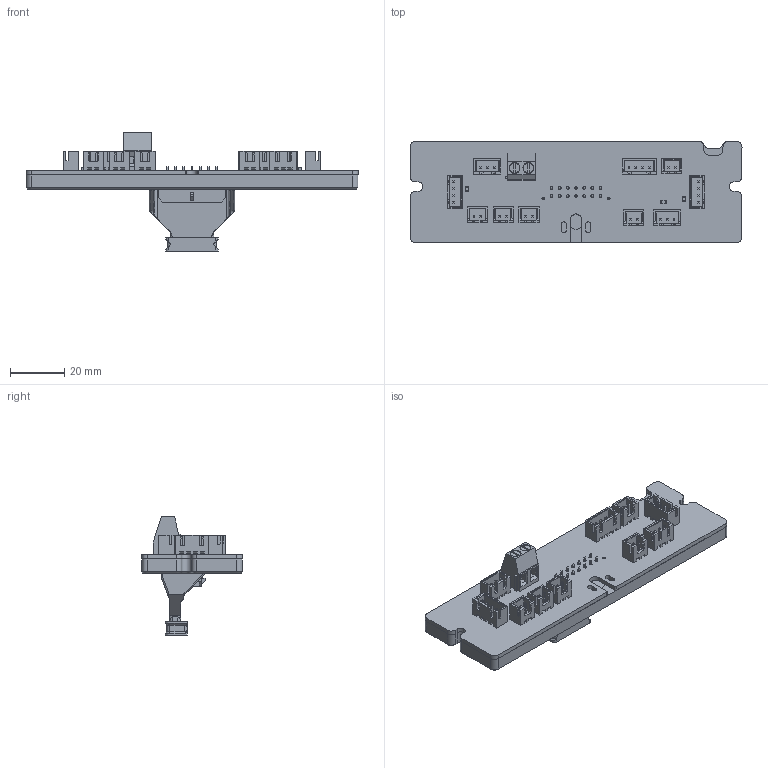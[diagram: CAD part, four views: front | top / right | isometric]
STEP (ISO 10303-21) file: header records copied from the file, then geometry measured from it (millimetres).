
FILE_DESCRIPTION(/* description */ (''),/* implementation_level */ '2;1');
FILE_NAME(/* name */ 'Umbilical Frame Strain Relief v2.step',/* time_stamp */ '2024-01-15T02:06:25Z',/* author */ (''),/* organization */ (''),/* preprocessor_version */ 'ST-DEVELOPER v20',/* originating_system */ 'Autodesk Translation Framework v12.14.0.127',/* authorisation */ '');
FILE_SCHEMA (('AUTOMOTIVE_DESIGN { 1 0 10303 214 3 1 1 }'));
Length unit declared in the file: millimetre
Products named in the file (30): Umbilical Frame Strain Relief; V0-UmbilicalBoardRevA; JST_XH_B3B-XH-A_1x03_P2.50mm_Vertical; C_0805_2012Metric; C_0805_2012Metric_1; C_0805_2012Metric_2; SOLID (1); JST_XH_B4B-XH-A_1x04_P2.50mm_Vertical; JST_XH_B4B-XH-A_1x04_P2.50mm_Vertical_1; JST_XH_B3B-XH-A_1x03_P2.50mm_Vertical_1; SOLID (3); TerminalBlock_Phoenix_MKDS-1,5-2-5.08_1x02_P5.08mm_Horizontal; SOLID (5); JST_XH_B4B-XH-A_1x04_P2.50mm_Vertical_2; SOLID (4); Molex_Micro-Fit_3.0_43045-1412_2x07_P3.00mm_Vertical; SOLID (6); JST_XH_B2B-XH-A_1x02_P2.50mm_Vertical; JST_XH_B2B-XH-A_1x02_P2.50mm_Vertical_1; JST_XH_B2B-XH-A_1x02_P2.50mm_Vertical_2; JST_XH_B2B-XH-A_1x02_P2.50mm_Vertical_3; JST_XH_B2B-XH-A_1x02_P2.50mm_Vertical_4; SOLID (2); R_0805_2012Metric; SOLID; COMPOUND; strain relief; with hole; without hole; cable tie point
Assembly tree (38 placements, depth 4):
  Umbilical Frame Strain Relief
    V0-UmbilicalBoardRevA
      JST_XH_B3B-XH-A_1x03_P2.50mm_Vertical
        SOLID (3)
      C_0805_2012Metric
        SOLID (1)
      C_0805_2012Metric_1
        SOLID (1)
      C_0805_2012Metric_2
        SOLID (1)
      JST_XH_B4B-XH-A_1x04_P2.50mm_Vertical
        SOLID (4)
      JST_XH_B4B-XH-A_1x04_P2.50mm_Vertical_1
        SOLID (4)
      JST_XH_B3B-XH-A_1x03_P2.50mm_Vertical_1
        SOLID (3)
      TerminalBlock_Phoenix_MKDS-1,5-2-5.08_1x02_P5.08mm_Horizontal
        SOLID (5)
      JST_XH_B4B-XH-A_1x04_P2.50mm_Vertical_2
        SOLID (4)
      Molex_Micro-Fit_3.0_43045-1412_2x07_P3.00mm_Vertical
        SOLID (6)
      JST_XH_B2B-XH-A_1x02_P2.50mm_Vertical
        SOLID (2)
      JST_XH_B2B-XH-A_1x02_P2.50mm_Vertical_1
        SOLID (2)
      JST_XH_B2B-XH-A_1x02_P2.50mm_Vertical_2
        SOLID (2)
      JST_XH_B2B-XH-A_1x02_P2.50mm_Vertical_3
        SOLID (2)
      JST_XH_B2B-XH-A_1x02_P2.50mm_Vertical_4
        SOLID (2)
      R_0805_2012Metric
        SOLID
      COMPOUND
    strain relief
    with hole
    without hole
    cable tie point
Bounding box: 122 x 37 x 43.45 mm (x, y, z)
Volume: 41783.1 mm3; surface area: 43507 mm2
Topology: 21 solids, 21 shells, 2303 faces, 6165 edges, 4004 vertices
Faces by surface type: plane 1954, cylinder 291, cone 36, sphere 12, bspline 6, torus 4
Full cylindrical faces by diameter (mm): 0.86 x2, 0.95 x18, 1 x26, 1.3 x2, 3.8 x2, 4 x2, 4.35 x1
Entity records: 47822 total; most frequent: CARTESIAN_POINT 8412, ORIENTED_EDGE 8044, DIRECTION 7686, EDGE_CURVE 4022, LINE 3446, VECTOR 3446, VERTEX_POINT 2612, AXIS2_PLACEMENT_3D 2120
